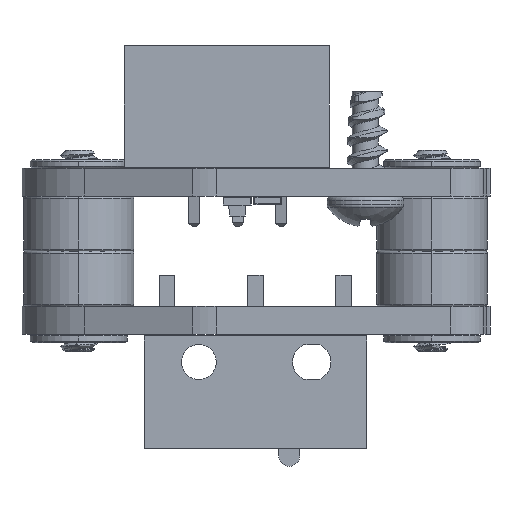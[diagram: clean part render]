
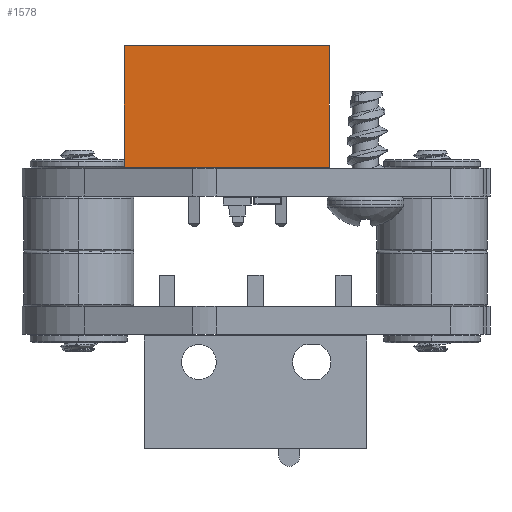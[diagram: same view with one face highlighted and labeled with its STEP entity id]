
A CAD part, left-side view. The second image highlights one B-rep face of the part: STEP entity #1578.
In plain terms, the highlighted planar face has unit normal (-1, 0, 0).
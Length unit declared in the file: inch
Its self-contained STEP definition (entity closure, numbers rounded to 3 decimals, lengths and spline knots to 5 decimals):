
#1578=ADVANCED_FACE('',(#3685),#3686,.F.);
#3685=FACE_OUTER_BOUND('',#6727,.T.);
#3686=PLANE('',#6728);
#6727=EDGE_LOOP('',(#12640,#12641,#12642,#12643));
#6728=AXIS2_PLACEMENT_3D('',#12644,#12645,#12646);
#12640=ORIENTED_EDGE('',*,*,#20684,.T.);
#12641=ORIENTED_EDGE('',*,*,#20685,.F.);
#12642=ORIENTED_EDGE('',*,*,#20686,.F.);
#12643=ORIENTED_EDGE('',*,*,#20687,.F.);
#12644=CARTESIAN_POINT('',(-0.1248,0.06634,0.39075));
#12645=DIRECTION('',(1.0,0.0,0.0));
#12646=DIRECTION('',(0.0,0.0,-1.0));
#20684=EDGE_CURVE('',#24506,#24507,#24508,.T.);
#20685=EDGE_CURVE('',#24509,#24507,#24510,.T.);
#20686=EDGE_CURVE('',#24511,#24509,#24512,.T.);
#20687=EDGE_CURVE('',#24506,#24511,#24513,.T.);
#24506=VERTEX_POINT('',#30428);
#24507=VERTEX_POINT('',#30429);
#24508=LINE('',#30430,#30431);
#24509=VERTEX_POINT('',#30432);
#24510=LINE('',#30433,#30434);
#24511=VERTEX_POINT('',#30435);
#24512=LINE('',#30436,#30437);
#24513=LINE('',#30438,#30439);
#30428=CARTESIAN_POINT('',(-0.1248,0.29803,0.52854));
#30429=CARTESIAN_POINT('',(-0.1248,0.29803,0.25295));
#30430=CARTESIAN_POINT('',(-0.1248,0.29803,0.39075));
#30431=VECTOR('',#52786,1.0);
#30432=CARTESIAN_POINT('',(-0.1248,-0.16535,0.25295));
#30433=CARTESIAN_POINT('',(-0.1248,0.06634,0.25295));
#30434=VECTOR('',#52787,1.0);
#30435=CARTESIAN_POINT('',(-0.1248,-0.16535,0.52854));
#30436=CARTESIAN_POINT('',(-0.1248,-0.16535,0.39075));
#30437=VECTOR('',#52788,1.0);
#30438=CARTESIAN_POINT('',(-0.1248,0.06634,0.52854));
#30439=VECTOR('',#52789,1.0);
#52786=DIRECTION('',(0.0,0.0,-1.0));
#52787=DIRECTION('',(0.0,1.0,0.0));
#52788=DIRECTION('',(0.0,0.0,-1.0));
#52789=DIRECTION('',(0.0,-1.0,0.0));
